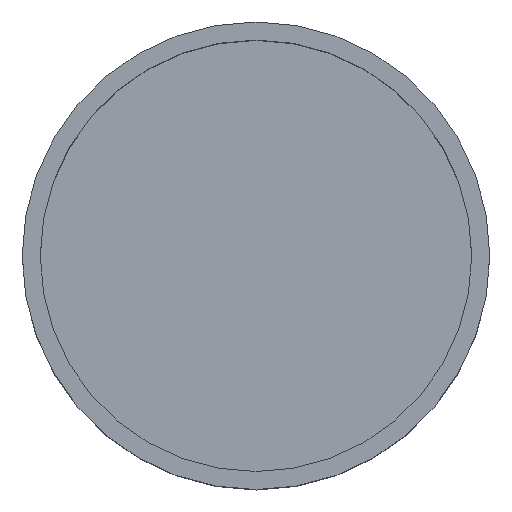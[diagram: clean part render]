
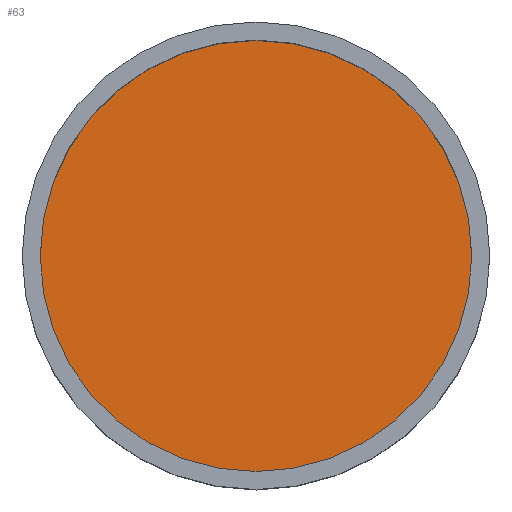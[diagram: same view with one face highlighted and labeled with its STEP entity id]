
A CAD part, top view. The second image highlights one B-rep face of the part: STEP entity #63.
In plain terms, the highlighted planar face has unit normal (0, 0, 1).
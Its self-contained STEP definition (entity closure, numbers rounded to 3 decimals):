
#16=PLANE('',#90);
#20=FACE_OUTER_BOUND('',#25,.T.);
#25=EDGE_LOOP('',(#52));
#35=CIRCLE('',#89,16.148);
#39=VERTEX_POINT('',#122);
#44=EDGE_CURVE('',#39,#39,#35,.T.);
#52=ORIENTED_EDGE('',*,*,#44,.F.);
#63=ADVANCED_FACE('',(#20),#16,.T.);
#89=AXIS2_PLACEMENT_3D('',#124,#103,#104);
#90=AXIS2_PLACEMENT_3D('',#125,#105,#106);
#103=DIRECTION('center_axis',(0.,0.,-1.));
#104=DIRECTION('ref_axis',(-1.,0.,0.));
#105=DIRECTION('center_axis',(0.,0.,1.));
#106=DIRECTION('ref_axis',(1.,0.,0.));
#122=CARTESIAN_POINT('',(16.148,0.,1.));
#124=CARTESIAN_POINT('Origin',(0.,0.,1.));
#125=CARTESIAN_POINT('Origin',(0.,0.,1.));
